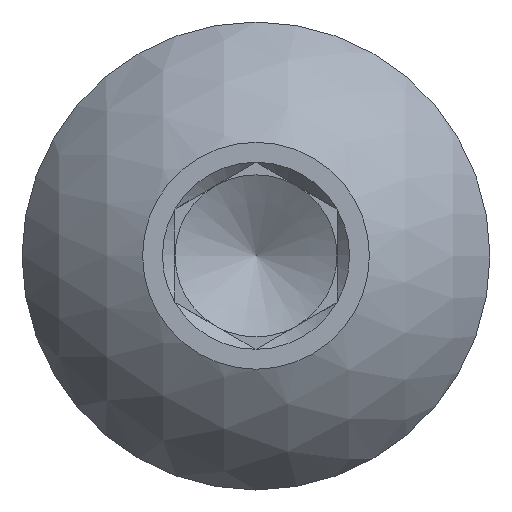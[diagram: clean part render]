
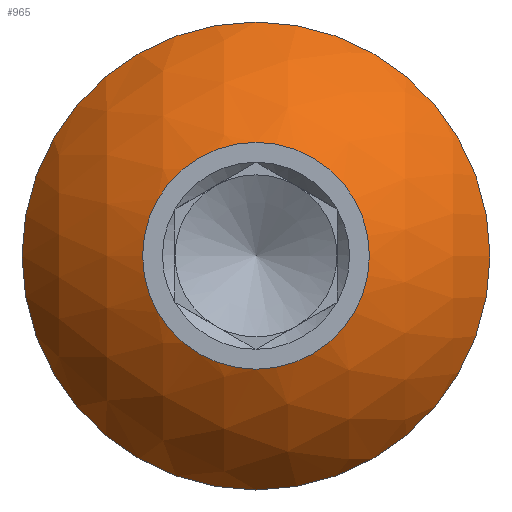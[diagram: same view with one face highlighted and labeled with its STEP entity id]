
A CAD part, top view. The second image highlights one B-rep face of the part: STEP entity #965.
In plain terms, the highlighted spherical face has radius 5.246 mm.
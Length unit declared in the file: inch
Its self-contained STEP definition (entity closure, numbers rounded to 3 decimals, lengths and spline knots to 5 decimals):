
#32=FACE_BOUND('',#179,.T.);
#35=SPHERICAL_SURFACE('',#1052,0.20652);
#118=FACE_OUTER_BOUND('',#178,.T.);
#178=EDGE_LOOP('',(#741));
#179=EDGE_LOOP('',(#742));
#221=CIRCLE('',#1053,0.1805);
#222=CIRCLE('',#1054,0.0875);
#445=VERTEX_POINT('',#3024);
#446=VERTEX_POINT('',#3026);
#565=EDGE_CURVE('',#445,#445,#221,.T.);
#566=EDGE_CURVE('',#446,#446,#222,.T.);
#741=ORIENTED_EDGE('',*,*,#565,.T.);
#742=ORIENTED_EDGE('',*,*,#566,.F.);
#965=ADVANCED_FACE('',(#118,#32),#35,.T.);
#1052=AXIS2_PLACEMENT_3D('',#3023,#1212,#1213);
#1053=AXIS2_PLACEMENT_3D('',#3025,#1214,#1215);
#1054=AXIS2_PLACEMENT_3D('',#3027,#1216,#1217);
#1212=DIRECTION('center_axis',(-1.,0.,0.));
#1213=DIRECTION('ref_axis',(0.,1.,0.));
#1214=DIRECTION('center_axis',(0.,0.,1.));
#1215=DIRECTION('ref_axis',(1.,0.,0.));
#1216=DIRECTION('center_axis',(0.,0.,1.));
#1217=DIRECTION('ref_axis',(1.,0.,0.));
#3023=CARTESIAN_POINT('Origin',(0.,0.,0.17593));
#3024=CARTESIAN_POINT('',(-0.1805,0.,0.27629));
#3025=CARTESIAN_POINT('Origin',(0.,0.,0.27629));
#3026=CARTESIAN_POINT('',(0.,0.0875,0.363));
#3027=CARTESIAN_POINT('Origin',(0.,0.,0.363));
